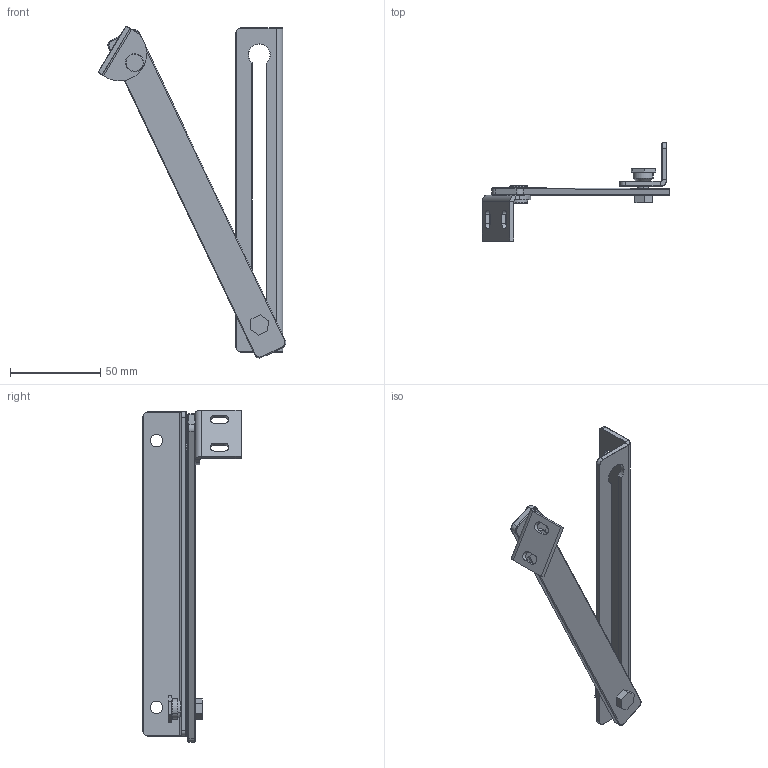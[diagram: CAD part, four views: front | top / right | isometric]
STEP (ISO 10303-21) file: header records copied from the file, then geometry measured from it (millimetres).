
FILE_DESCRIPTION (( 'STEP AP214' ), '1' );
FILE_NAME ('1694-ZP Door Stop Stay 180MM.STEP', '2024-05-01T21:04:30', ( '' ), ( '' ), 'SwSTEP 2.0', 'SolidWorks 2024', '' );
FILE_SCHEMA (( 'AUTOMOTIVE_DESIGN' ));
Length unit declared in the file: millimetre
Products named in the file (7): 1694-ZP Door Stop Stay 180MM Slide Arm; 1694-ZP Door Stop Stay 180MM sviwel; 1694-ZP Door Stop Stay 180MM; 1694-ZP Door Stop Stay 180MM Nut; 1694-ZP Door Stop Stay 180MM Slide Bracket; 1694-ZP Door Stop Stay 180MM Bolt; 1694-ZP Door Stop Stay 180MM Roll Pin
Assembly tree (6 placements, depth 2):
  1694-ZP Door Stop Stay 180MM
    1694-ZP Door Stop Stay 180MM Bolt
    1694-ZP Door Stop Stay 180MM Nut
    1694-ZP Door Stop Stay 180MM Roll Pin
    1694-ZP Door Stop Stay 180MM Slide Arm
    1694-ZP Door Stop Stay 180MM Slide Bracket
    1694-ZP Door Stop Stay 180MM sviwel
Bounding box: 104.22 x 54.5 x 184.32 mm (x, y, z)
Volume: 37025.2 mm3; surface area: 29248.5 mm2
Topology: 6 solids, 6 shells, 176 faces, 397 edges, 238 vertices
Faces by surface type: cylinder 70, plane 58, torus 40, cone 8
Entity records: 5289 total; most frequent: CARTESIAN_POINT 964, DIRECTION 963, ORIENTED_EDGE 794, EDGE_CURVE 397, AXIS2_PLACEMENT_3D 389, VERTEX_POINT 238, CIRCLE 204, EDGE_LOOP 199
